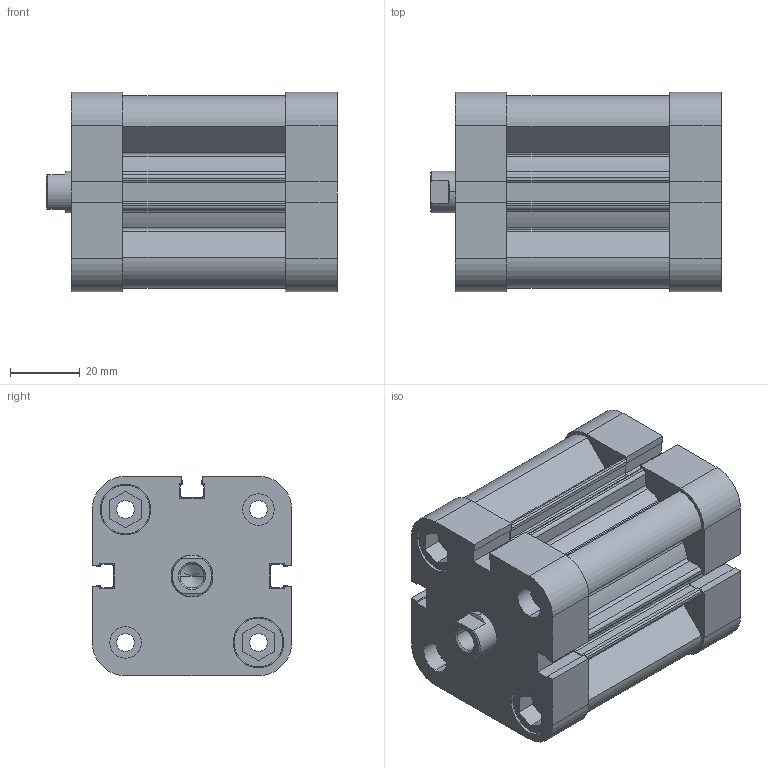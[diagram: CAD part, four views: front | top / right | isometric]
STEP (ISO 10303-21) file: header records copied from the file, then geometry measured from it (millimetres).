
FILE_DESCRIPTION (( 'STEP AP214' ), '1' );
FILE_NAME ('KCS-40-30-CYLINDER.STEP', '2013-07-24T13:56:01', ( '' ), ( '' ), 'SwSTEP 2.0', 'SolidWorks 2010', '' );
FILE_SCHEMA (( 'AUTOMOTIVE_DESIGN' ));
Length unit declared in the file: millimetre
Products named in the file (5): KCS  40  ARKA KAPAK; KCS  40  烰 KAPAK; KCS  40  BORU_Varsayýlan; KCS  40  M尳; KCS-40-30-CYLINDER
Assembly tree (4 placements, depth 2):
  KCS-40-30-CYLINDER
    KCS  40  ARKA KAPAK
    KCS  40  烰 KAPAK
    KCS  40  BORU_Varsayýlan
    KCS  40  M尳
Bounding box: 83 x 57 x 57 mm (x, y, z)
Volume: 146833.4 mm3; surface area: 58813.8 mm2
Topology: 4 solids, 4 shells, 310 faces, 830 edges, 549 vertices
Faces by surface type: plane 166, cylinder 132, cone 12
Entity records: 10214 total; most frequent: DIRECTION 1728, CARTESIAN_POINT 1718, ORIENTED_EDGE 1656, EDGE_CURVE 828, AXIS2_PLACEMENT_3D 591, VERTEX_POINT 549, LINE 546, VECTOR 546
